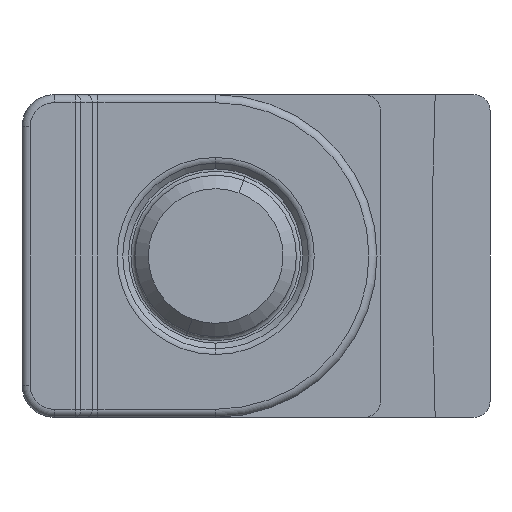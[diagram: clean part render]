
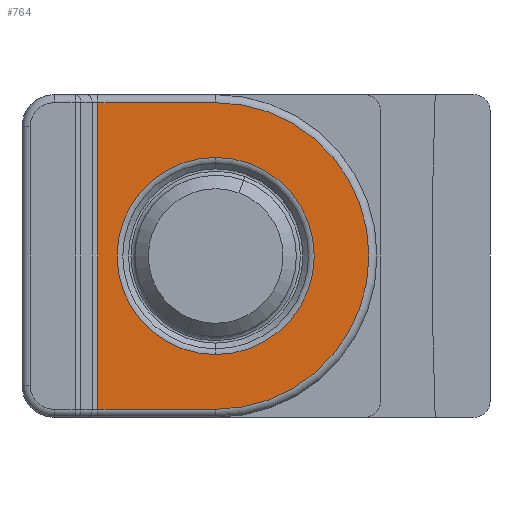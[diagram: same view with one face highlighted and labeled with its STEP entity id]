
A CAD part, front view. The second image highlights one B-rep face of the part: STEP entity #764.
In plain terms, the highlighted planar face has unit normal (0, -1, 0).
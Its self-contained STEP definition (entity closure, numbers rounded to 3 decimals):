
#26 = EDGE_CURVE ( 'NONE', #239, #583, #1003, .T. ) ;
#65 = ORIENTED_EDGE ( 'NONE', *, *, #864, .T. ) ;
#172 = VERTEX_POINT ( 'NONE', #1214 ) ;
#177 = EDGE_CURVE ( 'NONE', #172, #239, #1219, .T. ) ;
#181 = ORIENTED_EDGE ( 'NONE', *, *, #378, .T. ) ;
#200 = VERTEX_POINT ( 'NONE', #1230 ) ;
#230 = ORIENTED_EDGE ( 'NONE', *, *, #177, .T. ) ;
#239 = VERTEX_POINT ( 'NONE', #1306 ) ;
#252 = VERTEX_POINT ( 'NONE', #1161 ) ;
#257 = EDGE_CURVE ( 'NONE', #200, #172, #1499, .T. ) ;
#378 = EDGE_CURVE ( 'NONE', #252, #535, #1664, .T. ) ;
#535 = VERTEX_POINT ( 'NONE', #2001 ) ;
#544 = EDGE_CURVE ( 'NONE', #535, #252, #1973, .T. ) ;
#583 = VERTEX_POINT ( 'NONE', #2087 ) ;
#702 = EDGE_LOOP ( 'NONE', ( #767, #230, #721, #65 ) ) ;
#721 = ORIENTED_EDGE ( 'NONE', *, *, #26, .T. ) ;
#735 = ORIENTED_EDGE ( 'NONE', *, *, #544, .T. ) ;
#764 = ADVANCED_FACE ( 'NONE', ( #2299, #2298 ), #2297, .F. ) ;
#767 = ORIENTED_EDGE ( 'NONE', *, *, #257, .T. ) ;
#820 = EDGE_LOOP ( 'NONE', ( #735, #181 ) ) ;
#864 = EDGE_CURVE ( 'NONE', #583, #200, #2175, .T. ) ;
#1000 = DIRECTION ( 'NONE',  ( -1., 0., 0. ) ) ;
#1001 = VECTOR ( 'NONE', #1000, 1000. ) ;
#1002 = CARTESIAN_POINT ( 'NONE',  ( 0., 0., 9.5 ) ) ;
#1003 = LINE ( 'NONE', #1002, #1001 ) ;
#1161 = CARTESIAN_POINT ( 'NONE',  ( 0., 0., -6.107 ) ) ;
#1197 = DIRECTION ( 'NONE',  ( 0., 0., 1. ) ) ;
#1198 = DIRECTION ( 'NONE',  ( 0., -1., 0. ) ) ;
#1199 = CARTESIAN_POINT ( 'NONE',  ( 0., 0., 0. ) ) ;
#1200 = AXIS2_PLACEMENT_3D ( 'NONE', #1199, #1198, #1197 ) ;
#1214 = CARTESIAN_POINT ( 'NONE',  ( 0., 0., -9.5 ) ) ;
#1219 = CIRCLE ( 'NONE', #1200, 9.5 ) ;
#1230 = CARTESIAN_POINT ( 'NONE',  ( -7.293, 0., -9.5 ) ) ;
#1306 = CARTESIAN_POINT ( 'NONE',  ( 0., 0., 9.5 ) ) ;
#1496 = DIRECTION ( 'NONE',  ( 1., 0., 0. ) ) ;
#1497 = VECTOR ( 'NONE', #1496, 1000. ) ;
#1498 = CARTESIAN_POINT ( 'NONE',  ( 0., 0., -9.5 ) ) ;
#1499 = LINE ( 'NONE', #1498, #1497 ) ;
#1661 = DIRECTION ( 'NONE',  ( 0., 0., 1. ) ) ;
#1662 = DIRECTION ( 'NONE',  ( 0., 1., 0. ) ) ;
#1663 = AXIS2_PLACEMENT_3D ( 'NONE', #1669, #1662, #1661 ) ;
#1664 = CIRCLE ( 'NONE', #1663, 6.107 ) ;
#1669 = CARTESIAN_POINT ( 'NONE',  ( 0., 0., 0. ) ) ;
#1973 = CIRCLE ( 'NONE', #2033, 6.107 ) ;
#2001 = CARTESIAN_POINT ( 'NONE',  ( 0., 0., 6.107 ) ) ;
#2002 = CARTESIAN_POINT ( 'NONE',  ( 0., 0., 0. ) ) ;
#2031 = DIRECTION ( 'NONE',  ( 0., 0., 1. ) ) ;
#2032 = DIRECTION ( 'NONE',  ( 0., 1., 0. ) ) ;
#2033 = AXIS2_PLACEMENT_3D ( 'NONE', #2002, #2032, #2031 ) ;
#2087 = CARTESIAN_POINT ( 'NONE',  ( -7.293, 0., 9.5 ) ) ;
#2171 = VECTOR ( 'NONE', #2202, 1000. ) ;
#2175 = LINE ( 'NONE', #2203, #2171 ) ;
#2202 = DIRECTION ( 'NONE',  ( 0., 0., -1. ) ) ;
#2203 = CARTESIAN_POINT ( 'NONE',  ( -7.293, 0., 0. ) ) ;
#2252 = DIRECTION ( 'NONE',  ( 0., 1., 0. ) ) ;
#2253 = CARTESIAN_POINT ( 'NONE',  ( 0., 0., 0. ) ) ;
#2267 = AXIS2_PLACEMENT_3D ( 'NONE', #2253, #2252, #2290 ) ;
#2290 = DIRECTION ( 'NONE',  ( 0., 0., 1. ) ) ;
#2297 = PLANE ( 'NONE',  #2267 ) ;
#2298 = FACE_BOUND ( 'NONE', #820, .T. ) ;
#2299 = FACE_OUTER_BOUND ( 'NONE', #702, .T. ) ;
